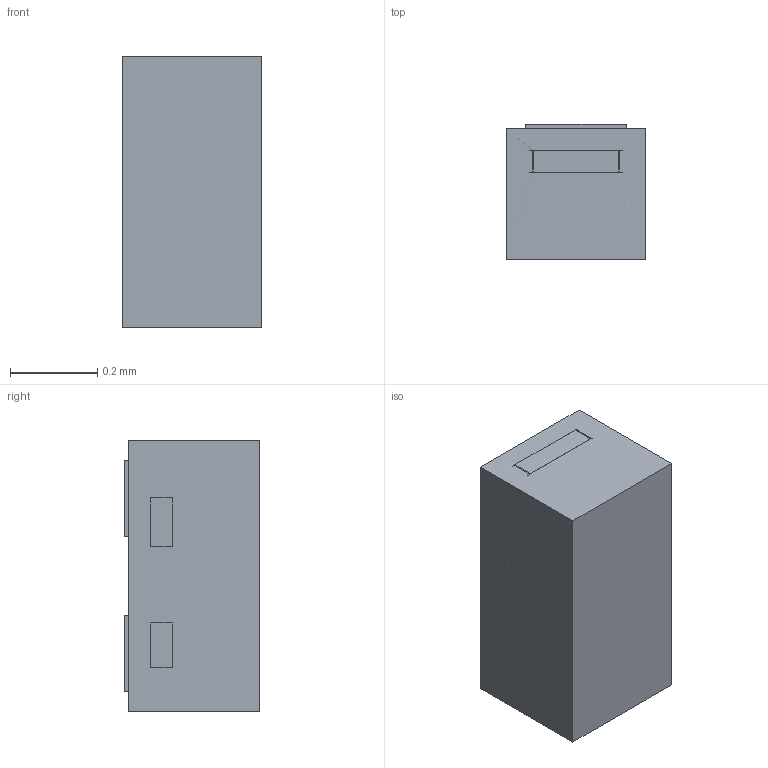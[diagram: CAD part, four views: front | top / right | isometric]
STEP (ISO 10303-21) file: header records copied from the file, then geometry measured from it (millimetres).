
FILE_DESCRIPTION(/* description */ ('Unknown'),/* implementation_level */ '2;1');
FILE_NAME(/* name */ 'DFN0603H3-2',/* time_stamp */ '2020-09-08T15:02:04+08:00',/* author */ ('Unknown'),/* organization */ ('Unknown'),/* preprocessor_version */ 'ST-DEVELOPER v16.7',/* originating_system */ 'DEX',/* authorisation */ $);
FILE_SCHEMA (('AUTOMOTIVE_DESIGN {1 0 10303 214 3 1 1}'));
Length unit declared in the file: millimetre
Products named in the file (4): DFN0603H3-2; CP; LF; Plating
Assembly tree (3 placements, depth 2):
  DFN0603H3-2
    CP
    LF
    Plating
Bounding box: 0.32 x 0.31 x 0.62 mm (x, y, z)
Volume: 0.1 mm3; surface area: 1.9 mm2
Topology: 5 solids, 5 shells, 88 faces, 244 edges, 164 vertices
Faces by surface type: plane 64, cylinder 24
Entity records: 3226 total; most frequent: CARTESIAN_POINT 563, ORIENTED_EDGE 488, DIRECTION 455, EDGE_CURVE 244, LINE 175, VECTOR 175, VERTEX_POINT 164, AXIS2_PLACEMENT_3D 140
